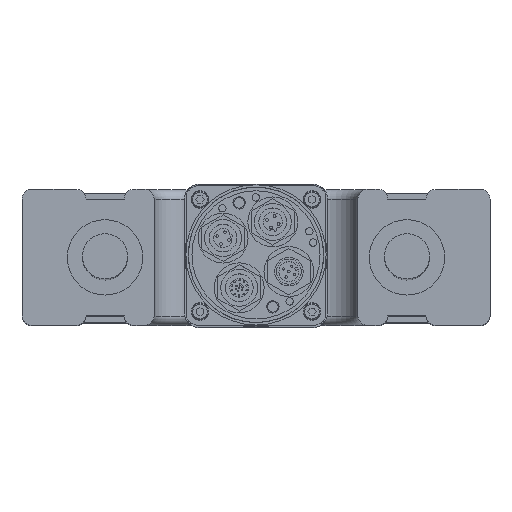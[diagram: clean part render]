
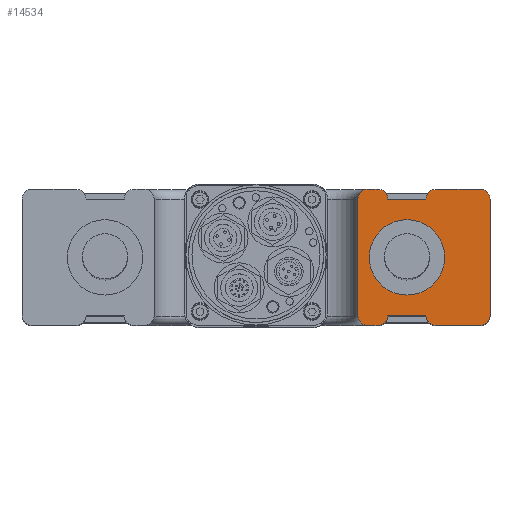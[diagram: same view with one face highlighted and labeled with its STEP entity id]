
A CAD part, top view. The second image highlights one B-rep face of the part: STEP entity #14534.
In plain terms, the highlighted planar face has unit normal (0, 0, 1).
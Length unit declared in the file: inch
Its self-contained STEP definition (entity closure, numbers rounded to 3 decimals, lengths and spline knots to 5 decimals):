
#294 = VERTEX_POINT ( 'NONE', #3773 ) ;
#816 = DIRECTION ( 'NONE',  ( -1., 0., 0. ) ) ;
#851 = CARTESIAN_POINT ( 'NONE',  ( 2.975, 0.965, -9.489 ) ) ;
#2315 = CARTESIAN_POINT ( 'NONE',  ( 2.815, 0.965, -9.489 ) ) ;
#2450 = CARTESIAN_POINT ( 'NONE',  ( 2.025, -0.965, -9.489 ) ) ;
#2518 = AXIS2_PLACEMENT_3D ( 'NONE', #19459, #22331, #816 ) ;
#2523 = EDGE_CURVE ( 'NONE', #21344, #5286, #12222, .T. ) ;
#3105 = CARTESIAN_POINT ( 'NONE',  ( 3.875, -1.125, -9.489 ) ) ;
#3615 = CARTESIAN_POINT ( 'NONE',  ( 3.875, -1.125, -9.489 ) ) ;
#3620 = VERTEX_POINT ( 'NONE', #14639 ) ;
#3773 = CARTESIAN_POINT ( 'NONE',  ( 3.875, -0.965, -9.489 ) ) ;
#4177 = AXIS2_PLACEMENT_3D ( 'NONE', #851, #25592, #16458 ) ;
#4299 = EDGE_CURVE ( 'NONE', #30592, #21529, #37911, .T. ) ;
#4430 = AXIS2_PLACEMENT_3D ( 'NONE', #32649, #17810, #26959 ) ;
#4733 = CARTESIAN_POINT ( 'NONE',  ( 1.8435, -1.125, -9.489 ) ) ;
#5286 = VERTEX_POINT ( 'NONE', #21998 ) ;
#5376 = CARTESIAN_POINT ( 'NONE',  ( 3.875, 1.125, -9.489 ) ) ;
#5597 = ORIENTED_EDGE ( 'NONE', *, *, #21126, .F. ) ;
#5824 = VECTOR ( 'NONE', #8408, 39.37008 ) ;
#6151 = CIRCLE ( 'NONE', #9403, 0.16 ) ;
#6368 = DIRECTION ( 'NONE',  ( -1., 0., 0. ) ) ;
#6445 = VERTEX_POINT ( 'NONE', #37010 ) ;
#6631 = LINE ( 'NONE', #3615, #10432 ) ;
#6942 = ORIENTED_EDGE ( 'NONE', *, *, #25257, .F. ) ;
#7113 = VECTOR ( 'NONE', #22428, 39.37008 ) ;
#7852 = EDGE_LOOP ( 'NONE', ( #16084, #28084, #6942, #23880, #31023, #27246, #24025, #8189, #34346, #14265, #27109, #10402, #5597, #34286, #9782, #8196 ) ) ;
#7881 = CIRCLE ( 'NONE', #15674, 0.16 ) ;
#7929 = LINE ( 'NONE', #10781, #38918 ) ;
#7978 = EDGE_CURVE ( 'NONE', #14289, #34903, #39579, .T. ) ;
#8189 = ORIENTED_EDGE ( 'NONE', *, *, #12101, .T. ) ;
#8196 = ORIENTED_EDGE ( 'NONE', *, *, #38221, .T. ) ;
#8352 = CARTESIAN_POINT ( 'NONE',  ( 2.025, -1.125, -9.489 ) ) ;
#8408 = DIRECTION ( 'NONE',  ( 1., 0., 0. ) ) ;
#8665 = DIRECTION ( 'NONE',  ( 1., 0., 0. ) ) ;
#8722 = DIRECTION ( 'NONE',  ( -1., 0., 0. ) ) ;
#8903 = DIRECTION ( 'NONE',  ( -1., 0., 0. ) ) ;
#8953 = EDGE_CURVE ( 'NONE', #11305, #294, #21082, .T. ) ;
#9127 = DIRECTION ( 'NONE',  ( 0., 1., 0. ) ) ;
#9403 = AXIS2_PLACEMENT_3D ( 'NONE', #24138, #21112, #8903 ) ;
#9782 = ORIENTED_EDGE ( 'NONE', *, *, #38246, .T. ) ;
#10195 = DIRECTION ( 'NONE',  ( 0., 0., 1. ) ) ;
#10402 = ORIENTED_EDGE ( 'NONE', *, *, #36468, .T. ) ;
#10432 = VECTOR ( 'NONE', #15562, 39.37008 ) ;
#10781 = CARTESIAN_POINT ( 'NONE',  ( 2.185, 0.965, -9.489 ) ) ;
#11055 = CIRCLE ( 'NONE', #19494, 0.16 ) ;
#11305 = VERTEX_POINT ( 'NONE', #19443 ) ;
#11883 = CARTESIAN_POINT ( 'NONE',  ( 2.185, -0.965, -9.489 ) ) ;
#12101 = EDGE_CURVE ( 'NONE', #35925, #5286, #11055, .T. ) ;
#12222 = LINE ( 'NONE', #3105, #34633 ) ;
#12796 = DIRECTION ( 'NONE',  ( -1., 0., 0. ) ) ;
#12991 = DIRECTION ( 'NONE',  ( 0., 0., 1. ) ) ;
#13245 = DIRECTION ( 'NONE',  ( -1., 0., 0. ) ) ;
#13430 = CARTESIAN_POINT ( 'NONE',  ( 2.025, 0.965, -9.489 ) ) ;
#13663 = EDGE_CURVE ( 'NONE', #3620, #17584, #27765, .T. ) ;
#14265 = ORIENTED_EDGE ( 'NONE', *, *, #24891, .T. ) ;
#14289 = VERTEX_POINT ( 'NONE', #38105 ) ;
#14534 = ADVANCED_FACE ( 'NONE', ( #34584, #22016 ), #15305, .F. ) ;
#14565 = EDGE_CURVE ( 'NONE', #21529, #35925, #25053, .T. ) ;
#14639 = CARTESIAN_POINT ( 'NONE',  ( 1.8435, 1.125, -9.489 ) ) ;
#14653 = DIRECTION ( 'NONE',  ( -1., 0., 0. ) ) ;
#14808 = DIRECTION ( 'NONE',  ( 0., 0., 1. ) ) ;
#14809 = LINE ( 'NONE', #33482, #25450 ) ;
#15305 = PLANE ( 'NONE',  #20698 ) ;
#15562 = DIRECTION ( 'NONE',  ( -1., 0., 0. ) ) ;
#15674 = AXIS2_PLACEMENT_3D ( 'NONE', #16690, #10195, #13245 ) ;
#16084 = ORIENTED_EDGE ( 'NONE', *, *, #23109, .F. ) ;
#16092 = VECTOR ( 'NONE', #8665, 39.37008 ) ;
#16356 = CARTESIAN_POINT ( 'NONE',  ( 2.815, -0.965, -9.489 ) ) ;
#16458 = DIRECTION ( 'NONE',  ( -1., 0., 0. ) ) ;
#16462 = CARTESIAN_POINT ( 'NONE',  ( 2.975, -0.965, -9.489 ) ) ;
#16690 = CARTESIAN_POINT ( 'NONE',  ( 3.715, -0.965, -9.489 ) ) ;
#17584 = VERTEX_POINT ( 'NONE', #34825 ) ;
#17810 = DIRECTION ( 'NONE',  ( 0., 0., 1. ) ) ;
#18209 = LINE ( 'NONE', #24307, #16092 ) ;
#18435 = CARTESIAN_POINT ( 'NONE',  ( 3.875, 1.125, -9.489 ) ) ;
#18654 = VERTEX_POINT ( 'NONE', #31018 ) ;
#19443 = CARTESIAN_POINT ( 'NONE',  ( 3.875, 0.965, -9.489 ) ) ;
#19459 = CARTESIAN_POINT ( 'NONE',  ( 1.8435, 0.969, -9.489 ) ) ;
#19494 = AXIS2_PLACEMENT_3D ( 'NONE', #16462, #25792, #19500 ) ;
#19500 = DIRECTION ( 'NONE',  ( -1., 0., 0. ) ) ;
#20144 = EDGE_LOOP ( 'NONE', ( #25653 ) ) ;
#20318 = DIRECTION ( 'NONE',  ( -1., 0., 0. ) ) ;
#20698 = AXIS2_PLACEMENT_3D ( 'NONE', #28279, #37213, #6368 ) ;
#21076 = EDGE_CURVE ( 'NONE', #18654, #18654, #29041, .T. ) ;
#21082 = LINE ( 'NONE', #18435, #26765 ) ;
#21112 = DIRECTION ( 'NONE',  ( 0., 0., 1. ) ) ;
#21126 = EDGE_CURVE ( 'NONE', #27660, #38921, #18209, .T. ) ;
#21344 = VERTEX_POINT ( 'NONE', #29153 ) ;
#21529 = VERTEX_POINT ( 'NONE', #11883 ) ;
#21809 = VERTEX_POINT ( 'NONE', #28702 ) ;
#21998 = CARTESIAN_POINT ( 'NONE',  ( 2.975, -1.125, -9.489 ) ) ;
#22016 = FACE_OUTER_BOUND ( 'NONE', #7852, .T. ) ;
#22109 = CIRCLE ( 'NONE', #28568, 0.16 ) ;
#22146 = AXIS2_PLACEMENT_3D ( 'NONE', #25778, #12991, #12796 ) ;
#22331 = DIRECTION ( 'NONE',  ( 0., 0., 1. ) ) ;
#22428 = DIRECTION ( 'NONE',  ( 1., 0., 0. ) ) ;
#22778 = DIRECTION ( 'NONE',  ( -1., 0., 0. ) ) ;
#23060 = AXIS2_PLACEMENT_3D ( 'NONE', #2450, #14808, #8722 ) ;
#23109 = EDGE_CURVE ( 'NONE', #3620, #21809, #26511, .T. ) ;
#23790 = EDGE_CURVE ( 'NONE', #30592, #34903, #6631, .T. ) ;
#23880 = ORIENTED_EDGE ( 'NONE', *, *, #7978, .T. ) ;
#24025 = ORIENTED_EDGE ( 'NONE', *, *, #14565, .T. ) ;
#24138 = CARTESIAN_POINT ( 'NONE',  ( 3.715, 0.965, -9.489 ) ) ;
#24307 = CARTESIAN_POINT ( 'NONE',  ( 3.875, 1.125, -9.489 ) ) ;
#24891 = EDGE_CURVE ( 'NONE', #21344, #294, #7881, .T. ) ;
#25053 = LINE ( 'NONE', #27687, #7113 ) ;
#25210 = DIRECTION ( 'NONE',  ( 0., 0., 1. ) ) ;
#25257 = EDGE_CURVE ( 'NONE', #14289, #17584, #14809, .T. ) ;
#25450 = VECTOR ( 'NONE', #9127, 39.37008 ) ;
#25592 = DIRECTION ( 'NONE',  ( 0., 0., 1. ) ) ;
#25653 = ORIENTED_EDGE ( 'NONE', *, *, #21076, .F. ) ;
#25778 = CARTESIAN_POINT ( 'NONE',  ( 1.8435, -0.969, -9.489 ) ) ;
#25792 = DIRECTION ( 'NONE',  ( 0., 0., 1. ) ) ;
#26511 = LINE ( 'NONE', #5376, #5824 ) ;
#26765 = VECTOR ( 'NONE', #39503, 39.37008 ) ;
#26959 = DIRECTION ( 'NONE',  ( 1., 0., 0. ) ) ;
#27109 = ORIENTED_EDGE ( 'NONE', *, *, #8953, .F. ) ;
#27246 = ORIENTED_EDGE ( 'NONE', *, *, #4299, .T. ) ;
#27660 = VERTEX_POINT ( 'NONE', #36866 ) ;
#27687 = CARTESIAN_POINT ( 'NONE',  ( 2.815, -0.965, -9.489 ) ) ;
#27765 = CIRCLE ( 'NONE', #2518, 0.156 ) ;
#28084 = ORIENTED_EDGE ( 'NONE', *, *, #13663, .T. ) ;
#28279 = CARTESIAN_POINT ( 'NONE',  ( 3.875, -1.125, -9.489 ) ) ;
#28568 = AXIS2_PLACEMENT_3D ( 'NONE', #13430, #25210, #22778 ) ;
#28702 = CARTESIAN_POINT ( 'NONE',  ( 2.025, 1.125, -9.489 ) ) ;
#29041 = CIRCLE ( 'NONE', #4430, 0.62485 ) ;
#29153 = CARTESIAN_POINT ( 'NONE',  ( 3.715, -1.125, -9.489 ) ) ;
#30592 = VERTEX_POINT ( 'NONE', #8352 ) ;
#31018 = CARTESIAN_POINT ( 'NONE',  ( 3.12485, 0., -9.489 ) ) ;
#31023 = ORIENTED_EDGE ( 'NONE', *, *, #23790, .F. ) ;
#32649 = CARTESIAN_POINT ( 'NONE',  ( 2.5, 0., -9.489 ) ) ;
#32945 = VERTEX_POINT ( 'NONE', #2315 ) ;
#33482 = CARTESIAN_POINT ( 'NONE',  ( 1.6875, -1.125, -9.489 ) ) ;
#33997 = EDGE_CURVE ( 'NONE', #27660, #32945, #37207, .T. ) ;
#34286 = ORIENTED_EDGE ( 'NONE', *, *, #33997, .T. ) ;
#34346 = ORIENTED_EDGE ( 'NONE', *, *, #2523, .F. ) ;
#34584 = FACE_BOUND ( 'NONE', #20144, .T. ) ;
#34633 = VECTOR ( 'NONE', #14653, 39.37008 ) ;
#34825 = CARTESIAN_POINT ( 'NONE',  ( 1.6875, 0.969, -9.489 ) ) ;
#34903 = VERTEX_POINT ( 'NONE', #4733 ) ;
#35925 = VERTEX_POINT ( 'NONE', #16356 ) ;
#36468 = EDGE_CURVE ( 'NONE', #11305, #38921, #6151, .T. ) ;
#36866 = CARTESIAN_POINT ( 'NONE',  ( 2.975, 1.125, -9.489 ) ) ;
#37010 = CARTESIAN_POINT ( 'NONE',  ( 2.185, 0.965, -9.489 ) ) ;
#37207 = CIRCLE ( 'NONE', #4177, 0.16 ) ;
#37213 = DIRECTION ( 'NONE',  ( 0., 0., -1. ) ) ;
#37911 = CIRCLE ( 'NONE', #23060, 0.16 ) ;
#38105 = CARTESIAN_POINT ( 'NONE',  ( 1.6875, -0.969, -9.489 ) ) ;
#38221 = EDGE_CURVE ( 'NONE', #6445, #21809, #22109, .T. ) ;
#38246 = EDGE_CURVE ( 'NONE', #32945, #6445, #7929, .T. ) ;
#38918 = VECTOR ( 'NONE', #20318, 39.37008 ) ;
#38921 = VERTEX_POINT ( 'NONE', #39899 ) ;
#39503 = DIRECTION ( 'NONE',  ( 0., -1., 0. ) ) ;
#39579 = CIRCLE ( 'NONE', #22146, 0.156 ) ;
#39899 = CARTESIAN_POINT ( 'NONE',  ( 3.715, 1.125, -9.489 ) ) ;
